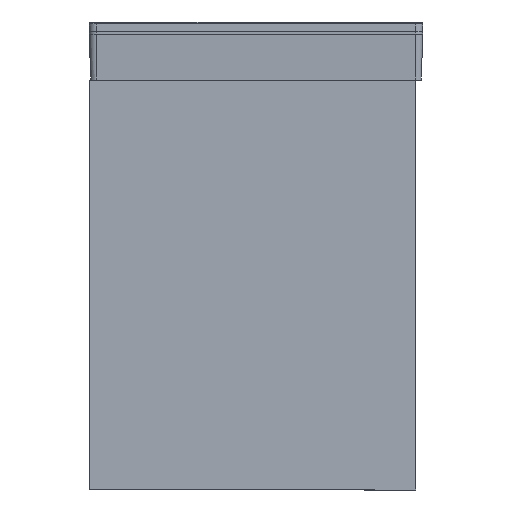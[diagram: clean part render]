
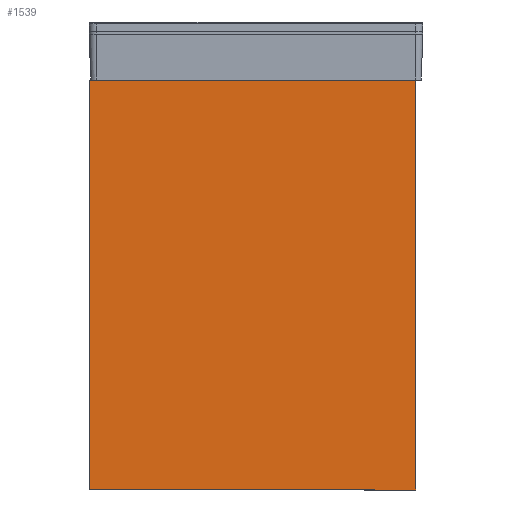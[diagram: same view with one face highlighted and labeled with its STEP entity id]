
A CAD part, left-side view. The second image highlights one B-rep face of the part: STEP entity #1539.
In plain terms, the highlighted planar face has unit normal (-1, 0, 0).
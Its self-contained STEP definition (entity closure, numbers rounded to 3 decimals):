
#1539=ADVANCED_FACE('',(#1862),#6899,.T.);
#1862=FACE_OUTER_BOUND('',#2185,.T.);
#2185=EDGE_LOOP('',(#2675,#2676,#2677,#2678));
#2675=ORIENTED_EDGE('',*,*,#4433,.F.);
#2676=ORIENTED_EDGE('',*,*,#4434,.F.);
#2677=ORIENTED_EDGE('',*,*,#4430,.F.);
#2678=ORIENTED_EDGE('',*,*,#4432,.F.);
#4430=EDGE_CURVE('',#6259,#6260,#5489,.T.);
#4432=EDGE_CURVE('',#6261,#6259,#5491,.T.);
#4433=EDGE_CURVE('',#6262,#6261,#5492,.T.);
#4434=EDGE_CURVE('',#6260,#6262,#5493,.T.);
#5489=B_SPLINE_CURVE_WITH_KNOTS('',1,(#8195,#8196),.UNSPECIFIED.,.F.,.F.,
(2,2),(0.,450.),.UNSPECIFIED.);
#5491=B_SPLINE_CURVE_WITH_KNOTS('',1,(#8199,#8200),.UNSPECIFIED.,.F.,.F.,
(2,2),(-565.,0.),.UNSPECIFIED.);
#5492=B_SPLINE_CURVE_WITH_KNOTS('',1,(#8201,#8202),.UNSPECIFIED.,.F.,.F.,
(2,2),(-450.,0.),.UNSPECIFIED.);
#5493=B_SPLINE_CURVE_WITH_KNOTS('',1,(#8203,#8204),.UNSPECIFIED.,.F.,.F.,
(2,2),(-565.,0.),.UNSPECIFIED.);
#6259=VERTEX_POINT('',#8181);
#6260=VERTEX_POINT('',#8182);
#6261=VERTEX_POINT('',#8183);
#6262=VERTEX_POINT('',#8184);
#6899=PLANE('',#7432);
#7432=AXIS2_PLACEMENT_3D('',#8173,#7685,$);
#7685=DIRECTION('',(-1.,0.,0.));
#8173=CARTESIAN_POINT('',(-490.5,-339.,495.));
#8181=CARTESIAN_POINT('',(-490.5,282.5,0.));
#8182=CARTESIAN_POINT('',(-490.5,282.5,450.));
#8183=CARTESIAN_POINT('',(-490.5,-282.5,0.));
#8184=CARTESIAN_POINT('',(-490.5,-282.5,450.));
#8195=CARTESIAN_POINT('',(-490.5,282.5,0.));
#8196=CARTESIAN_POINT('',(-490.5,282.5,450.));
#8199=CARTESIAN_POINT('',(-490.5,-282.5,0.));
#8200=CARTESIAN_POINT('',(-490.5,282.5,0.));
#8201=CARTESIAN_POINT('',(-490.5,-282.5,450.));
#8202=CARTESIAN_POINT('',(-490.5,-282.5,0.));
#8203=CARTESIAN_POINT('',(-490.5,282.5,450.));
#8204=CARTESIAN_POINT('',(-490.5,-282.5,450.));
